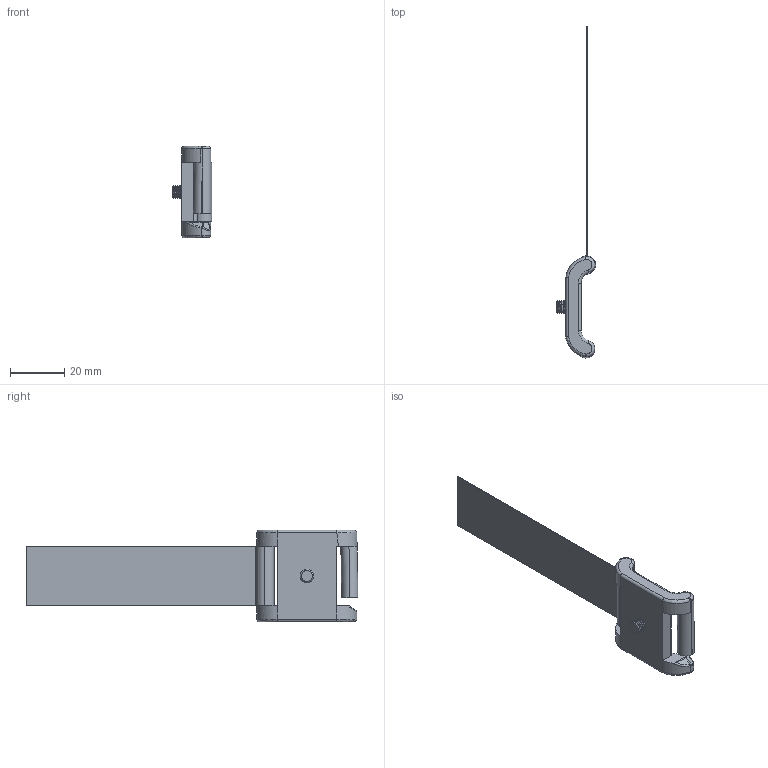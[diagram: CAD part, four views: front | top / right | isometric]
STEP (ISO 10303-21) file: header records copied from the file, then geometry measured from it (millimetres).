
FILE_DESCRIPTION (( 'STEP AP214' ), '1' );
FILE_NAME ('3010-005.STEP', '2024-09-06T09:11:38', ( '' ), ( '' ), 'SwSTEP 2.0', 'SolidWorks 2022', '' );
FILE_SCHEMA (( 'AUTOMOTIVE_DESIGN' ));
Length unit declared in the file: millimetre
Products named in the file (3): Senk 5x8_DIN 7991 - M5 x 8 --- 4.8S; 3010-005; 3010-002
Assembly tree (2 placements, depth 2):
  3010-005
    3010-002
    Senk 5x8_DIN 7991 - M5 x 8 --- 4.8S
Bounding box: 14.55 x 122.92 x 34 mm (x, y, z)
Volume: 7300.5 mm3; surface area: 7818.6 mm2
Topology: 2 solids, 2 shells, 132 faces, 325 edges, 194 vertices
Faces by surface type: cylinder 48, plane 33, cone 30, torus 12, bspline 7, sphere 2
Entity records: 4491 total; most frequent: CARTESIAN_POINT 1191, DIRECTION 700, ORIENTED_EDGE 646, EDGE_CURVE 323, AXIS2_PLACEMENT_3D 281, VERTEX_POINT 194, CIRCLE 151, LINE 138
